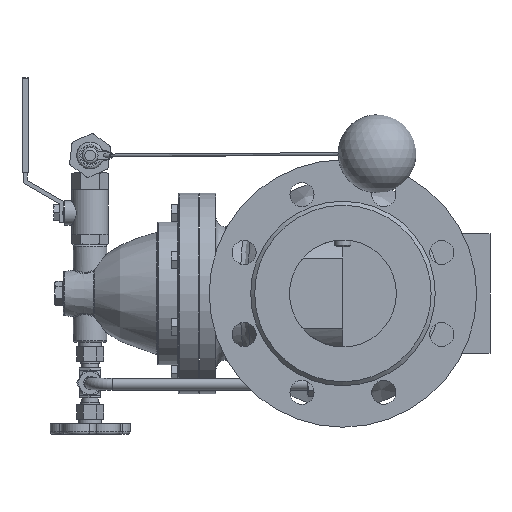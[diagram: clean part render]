
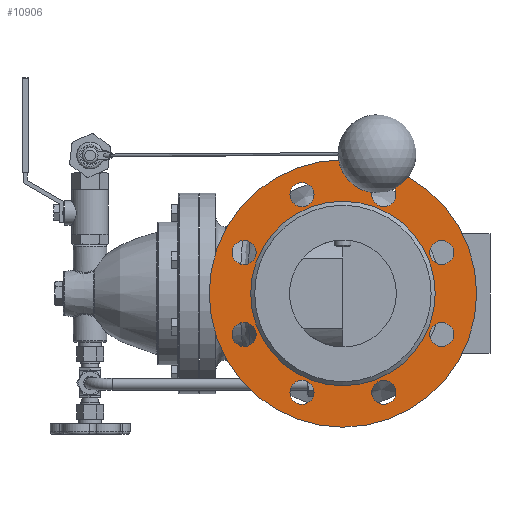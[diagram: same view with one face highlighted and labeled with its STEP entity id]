
A CAD part, left-side view. The second image highlights one B-rep face of the part: STEP entity #10906.
In plain terms, the highlighted planar face has unit normal (-1, 0, 0).
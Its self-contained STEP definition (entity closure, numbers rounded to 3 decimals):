
#424=FACE_BOUND('',#1782,.T.);
#425=FACE_BOUND('',#1783,.T.);
#426=FACE_BOUND('',#1784,.T.);
#427=FACE_BOUND('',#1785,.T.);
#428=FACE_BOUND('',#1786,.T.);
#429=FACE_BOUND('',#1787,.T.);
#430=FACE_BOUND('',#1788,.T.);
#431=FACE_BOUND('',#1789,.T.);
#432=FACE_BOUND('',#1790,.T.);
#1070=FACE_OUTER_BOUND('',#1781,.T.);
#1781=EDGE_LOOP('',(#7850));
#1782=EDGE_LOOP('',(#7851));
#1783=EDGE_LOOP('',(#7852));
#1784=EDGE_LOOP('',(#7853));
#1785=EDGE_LOOP('',(#7854));
#1786=EDGE_LOOP('',(#7855));
#1787=EDGE_LOOP('',(#7856));
#1788=EDGE_LOOP('',(#7857));
#1789=EDGE_LOOP('',(#7858));
#1790=EDGE_LOOP('',(#7859));
#3808=CIRCLE('',#11652,100.);
#3928=CIRCLE('',#11899,69.);
#3930=CIRCLE('',#11902,9.);
#3931=CIRCLE('',#11903,9.);
#3932=CIRCLE('',#11904,9.);
#3933=CIRCLE('',#11905,9.);
#3934=CIRCLE('',#11906,9.);
#3935=CIRCLE('',#11907,9.);
#3936=CIRCLE('',#11908,9.);
#3937=CIRCLE('',#11909,9.);
#4371=VERTEX_POINT('',#16203);
#4650=VERTEX_POINT('',#20206);
#4652=VERTEX_POINT('',#20212);
#4653=VERTEX_POINT('',#20214);
#4654=VERTEX_POINT('',#20216);
#4655=VERTEX_POINT('',#20218);
#4656=VERTEX_POINT('',#20220);
#4657=VERTEX_POINT('',#20222);
#4658=VERTEX_POINT('',#20224);
#4659=VERTEX_POINT('',#20226);
#5388=EDGE_CURVE('',#4371,#4371,#3808,.T.);
#5808=EDGE_CURVE('',#4650,#4650,#3928,.T.);
#5811=EDGE_CURVE('',#4652,#4652,#3930,.T.);
#5812=EDGE_CURVE('',#4653,#4653,#3931,.T.);
#5813=EDGE_CURVE('',#4654,#4654,#3932,.T.);
#5814=EDGE_CURVE('',#4655,#4655,#3933,.T.);
#5815=EDGE_CURVE('',#4656,#4656,#3934,.T.);
#5816=EDGE_CURVE('',#4657,#4657,#3935,.T.);
#5817=EDGE_CURVE('',#4658,#4658,#3936,.T.);
#5818=EDGE_CURVE('',#4659,#4659,#3937,.T.);
#7850=ORIENTED_EDGE('',*,*,#5388,.F.);
#7851=ORIENTED_EDGE('',*,*,#5811,.F.);
#7852=ORIENTED_EDGE('',*,*,#5812,.F.);
#7853=ORIENTED_EDGE('',*,*,#5813,.F.);
#7854=ORIENTED_EDGE('',*,*,#5814,.F.);
#7855=ORIENTED_EDGE('',*,*,#5815,.F.);
#7856=ORIENTED_EDGE('',*,*,#5816,.F.);
#7857=ORIENTED_EDGE('',*,*,#5817,.F.);
#7858=ORIENTED_EDGE('',*,*,#5818,.F.);
#7859=ORIENTED_EDGE('',*,*,#5808,.T.);
#10120=PLANE('',#11901);
#10906=ADVANCED_FACE('',(#1070,#424,#425,#426,#427,#428,#429,#430,#431,
#432),#10120,.F.);
#11652=AXIS2_PLACEMENT_3D('',#16204,#12948,#12949);
#11899=AXIS2_PLACEMENT_3D('',#20207,#13576,#13577);
#11901=AXIS2_PLACEMENT_3D('',#20211,#13581,#13582);
#11902=AXIS2_PLACEMENT_3D('',#20213,#13583,#13584);
#11903=AXIS2_PLACEMENT_3D('',#20215,#13585,#13586);
#11904=AXIS2_PLACEMENT_3D('',#20217,#13587,#13588);
#11905=AXIS2_PLACEMENT_3D('',#20219,#13589,#13590);
#11906=AXIS2_PLACEMENT_3D('',#20221,#13591,#13592);
#11907=AXIS2_PLACEMENT_3D('',#20223,#13593,#13594);
#11908=AXIS2_PLACEMENT_3D('',#20225,#13595,#13596);
#11909=AXIS2_PLACEMENT_3D('',#20227,#13597,#13598);
#12948=DIRECTION('center_axis',(1.,0.,0.));
#12949=DIRECTION('ref_axis',(0.,0.,-1.));
#13576=DIRECTION('center_axis',(1.,0.,0.));
#13577=DIRECTION('ref_axis',(0.,0.,1.));
#13581=DIRECTION('center_axis',(1.,0.,0.));
#13582=DIRECTION('ref_axis',(0.,0.,-1.));
#13583=DIRECTION('center_axis',(-1.,0.,0.));
#13584=DIRECTION('ref_axis',(0.,0.,1.));
#13585=DIRECTION('center_axis',(-1.,0.,0.));
#13586=DIRECTION('ref_axis',(0.,0.,1.));
#13587=DIRECTION('center_axis',(-1.,0.,0.));
#13588=DIRECTION('ref_axis',(0.,0.,1.));
#13589=DIRECTION('center_axis',(-1.,0.,0.));
#13590=DIRECTION('ref_axis',(0.,0.,1.));
#13591=DIRECTION('center_axis',(-1.,0.,0.));
#13592=DIRECTION('ref_axis',(0.,0.,1.));
#13593=DIRECTION('center_axis',(-1.,0.,0.));
#13594=DIRECTION('ref_axis',(0.,0.,1.));
#13595=DIRECTION('center_axis',(-1.,0.,0.));
#13596=DIRECTION('ref_axis',(0.,0.,1.));
#13597=DIRECTION('center_axis',(-1.,0.,0.));
#13598=DIRECTION('ref_axis',(0.,0.,1.));
#16203=CARTESIAN_POINT('',(-122.,0.,100.));
#16204=CARTESIAN_POINT('Origin',(-122.,0.,0.));
#20206=CARTESIAN_POINT('',(-122.,0.,-69.));
#20207=CARTESIAN_POINT('Origin',(-122.,0.,0.));
#20211=CARTESIAN_POINT('Origin',(-122.,0.,0.));
#20212=CARTESIAN_POINT('',(-122.,-73.91,-39.615));
#20213=CARTESIAN_POINT('Origin',(-122.,-73.91,-30.615));
#20214=CARTESIAN_POINT('',(-122.,-73.91,21.615));
#20215=CARTESIAN_POINT('Origin',(-122.,-73.91,30.615));
#20216=CARTESIAN_POINT('',(-122.,-30.615,64.91));
#20217=CARTESIAN_POINT('Origin',(-122.,-30.615,73.91));
#20218=CARTESIAN_POINT('',(-122.,30.615,64.91));
#20219=CARTESIAN_POINT('Origin',(-122.,30.615,73.91));
#20220=CARTESIAN_POINT('',(-122.,73.91,21.615));
#20221=CARTESIAN_POINT('Origin',(-122.,73.91,30.615));
#20222=CARTESIAN_POINT('',(-122.,73.91,-39.615));
#20223=CARTESIAN_POINT('Origin',(-122.,73.91,-30.615));
#20224=CARTESIAN_POINT('',(-122.,30.615,-82.91));
#20225=CARTESIAN_POINT('Origin',(-122.,30.615,-73.91));
#20226=CARTESIAN_POINT('',(-122.,-30.615,-82.91));
#20227=CARTESIAN_POINT('Origin',(-122.,-30.615,-73.91));
